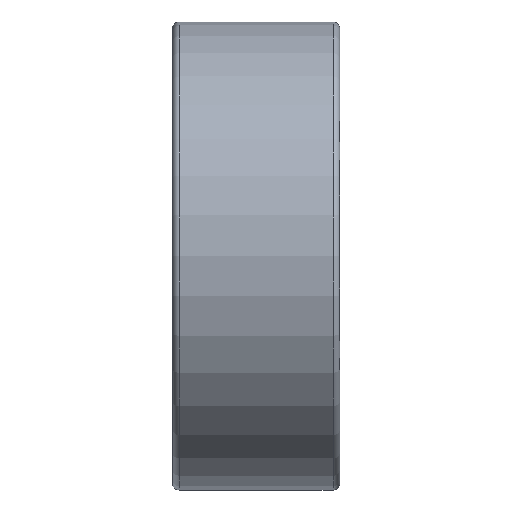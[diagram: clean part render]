
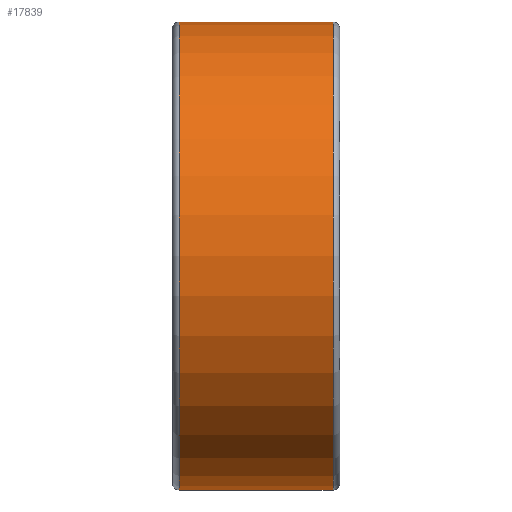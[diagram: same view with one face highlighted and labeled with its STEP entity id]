
A CAD part, top view. The second image highlights one B-rep face of the part: STEP entity #17839.
In plain terms, the highlighted cylindrical face has radius 7 mm (diameter 14 mm), a partial arc.
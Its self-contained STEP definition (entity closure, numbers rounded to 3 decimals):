
#8044=DIRECTION('',(-1.,0.,0.));
#8045=VECTOR('',#8044,4.6);
#8046=CARTESIAN_POINT('',(2.3,7.,0.));
#8047=LINE('',#8046,#8045);
#8051=DIRECTION('',(-1.,0.,0.));
#8052=VECTOR('',#8051,4.6);
#8053=CARTESIAN_POINT('',(2.3,-7.,0.));
#8054=LINE('',#8053,#8052);
#8066=CARTESIAN_POINT('',(2.3,0.,0.));
#8067=DIRECTION('',(1.,0.,0.));
#8068=DIRECTION('',(0.,1.,0.));
#8069=AXIS2_PLACEMENT_3D('',#8066,#8067,#8068);
#8074=CARTESIAN_POINT('',(-2.3,0.,0.));
#8075=DIRECTION('',(1.,0.,0.));
#8076=DIRECTION('',(0.,1.,0.));
#8077=AXIS2_PLACEMENT_3D('',#8074,#8075,#8076);
#14919=CARTESIAN_POINT('',(2.3,7.,0.));
#14920=CARTESIAN_POINT('',(-2.3,7.,0.));
#14921=VERTEX_POINT('',#14919);
#14922=VERTEX_POINT('',#14920);
#14931=CARTESIAN_POINT('',(2.3,-7.,0.));
#14932=CARTESIAN_POINT('',(-2.3,-7.,0.));
#14933=VERTEX_POINT('',#14931);
#14934=VERTEX_POINT('',#14932);
#17827=CARTESIAN_POINT('',(-2.75,0.,0.));
#17828=DIRECTION('',(1.,0.,0.));
#17829=DIRECTION('',(0.,-1.,0.));
#17830=AXIS2_PLACEMENT_3D('',#17827,#17828,#17829);
#17831=CYLINDRICAL_SURFACE('',#17830,7.);
#17832=ORIENTED_EDGE('',*,*,#17817,.F.);
#17833=ORIENTED_EDGE('',*,*,#17794,.T.);
#17834=ORIENTED_EDGE('',*,*,#17821,.T.);
#17836=ORIENTED_EDGE('',*,*,#17835,.F.);
#17837=EDGE_LOOP('',(#17832,#17833,#17834,#17836));
#17838=FACE_OUTER_BOUND('',#17837,.F.);
#8070=CIRCLE('',#8069,7.);
#8078=CIRCLE('',#8077,7.);
#17794=EDGE_CURVE('',#14921,#14933,#8070,.T.);
#17817=EDGE_CURVE('',#14921,#14922,#8047,.T.);
#17821=EDGE_CURVE('',#14933,#14934,#8054,.T.);
#17835=EDGE_CURVE('',#14922,#14934,#8078,.T.);
#17839=ADVANCED_FACE('',(#17838),#17831,.T.);
